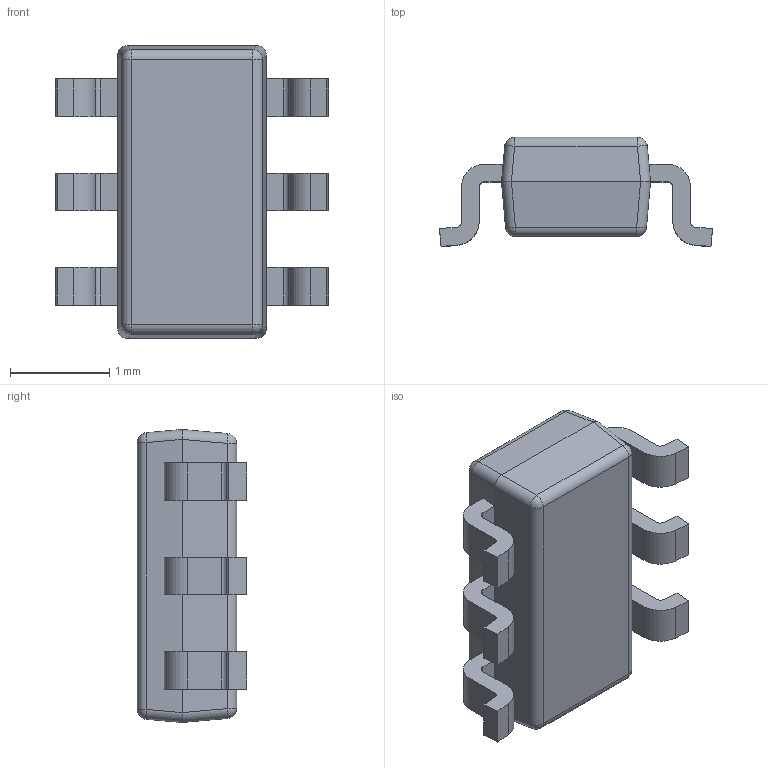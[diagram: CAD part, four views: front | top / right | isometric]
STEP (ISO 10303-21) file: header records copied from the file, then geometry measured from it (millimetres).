
FILE_DESCRIPTION (( 'STEP AP214' ), '1' );
FILE_NAME ('NDC7001C.STEP', '2021-09-17T09:08:50', ( '' ), ( '' ), 'SwSTEP 2.0', 'SolidWorks 2017', '' );
FILE_SCHEMA (( 'AUTOMOTIVE_DESIGN' ));
Length unit declared in the file: millimetre
Products named in the file (1): NDC7001C
Bounding box: 2.75 x 1.1 x 2.95 mm (x, y, z)
Volume: 4.7 mm3; surface area: 24.9 mm2
Topology: 8 solids, 8 shells, 125 faces, 300 edges, 184 vertices
Faces by surface type: plane 73, cylinder 44, sphere 8
Entity records: 3627 total; most frequent: DIRECTION 620, CARTESIAN_POINT 614, ORIENTED_EDGE 584, EDGE_CURVE 292, VECTOR 208, LINE 208, AXIS2_PLACEMENT_3D 206, VERTEX_POINT 184
